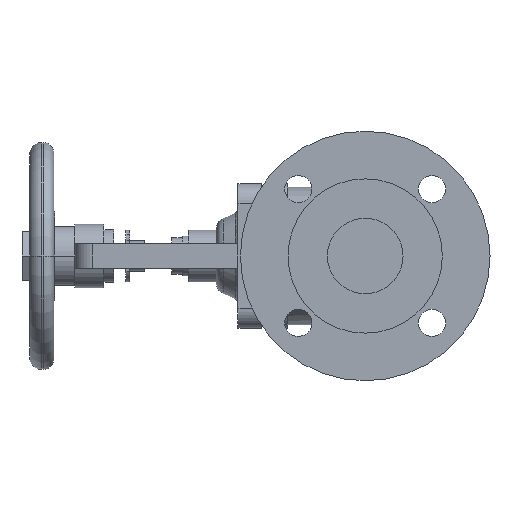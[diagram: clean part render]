
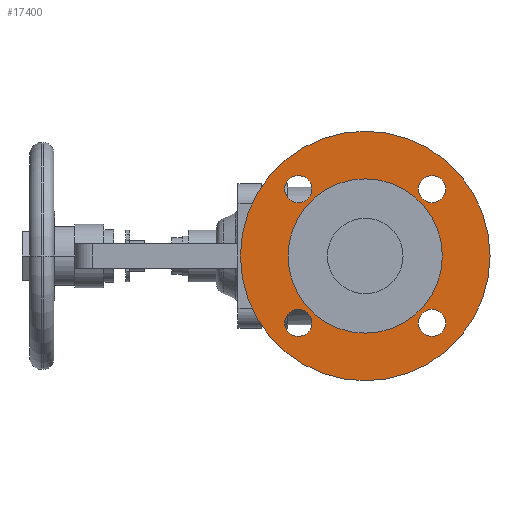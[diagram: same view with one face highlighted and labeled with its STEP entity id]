
A CAD part, left-side view. The second image highlights one B-rep face of the part: STEP entity #17400.
In plain terms, the highlighted planar face has unit normal (-1, 0, 0).
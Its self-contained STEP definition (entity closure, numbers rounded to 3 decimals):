
#8460=CARTESIAN_POINT('',(-112.,0.,-82.5));
#8470=VERTEX_POINT('',#8460);
#8500=CARTESIAN_POINT('',(-112.,0.,0.));
#8510=DIRECTION('',(1.,0.,0.));
#8520=DIRECTION('',(0.,0.,-1.));
#8530=AXIS2_PLACEMENT_3D('',#8500,#8510,#8520);
#8540=CIRCLE('',#8530,82.5);
#8550=CARTESIAN_POINT('',(-112.,0.,82.5));
#8560=VERTEX_POINT('',#8550);
#8570=EDGE_CURVE('',#8560,#8470,#8540,.T.);
#8950=CARTESIAN_POINT('',(-112.,44.194,-53.194));
#8960=VERTEX_POINT('',#8950);
#9120=CARTESIAN_POINT('',(-112.,44.194,-35.194));
#9130=VERTEX_POINT('',#9120);
#9160=CARTESIAN_POINT('',(-112.,44.194,-44.194));
#9170=DIRECTION('',(-1.,0.,0.));
#9180=DIRECTION('',(0.,0.,-1.));
#9190=AXIS2_PLACEMENT_3D('',#9160,#9170,#9180);
#9200=CIRCLE('',#9190,9.);
#9210=EDGE_CURVE('',#8960,#9130,#9200,.T.);
#9440=CARTESIAN_POINT('',(-112.,-44.194,-53.194));
#9450=VERTEX_POINT('',#9440);
#9480=CARTESIAN_POINT('',(-112.,-44.194,-44.194));
#9490=DIRECTION('',(-1.,0.,0.));
#9500=DIRECTION('',(0.,0.,-1.));
#9510=AXIS2_PLACEMENT_3D('',#9480,#9490,#9500);
#9520=CIRCLE('',#9510,9.);
#9530=CARTESIAN_POINT('',(-112.,-44.194,-35.194));
#9540=VERTEX_POINT('',#9530);
#9550=EDGE_CURVE('',#9540,#9450,#9520,.T.);
#9930=CARTESIAN_POINT('',(-112.,-44.194,53.194));
#9940=VERTEX_POINT('',#9930);
#10100=CARTESIAN_POINT('',(-112.,-44.194,35.194));
#10110=VERTEX_POINT('',#10100);
#10140=CARTESIAN_POINT('',(-112.,-44.194,44.194));
#10150=DIRECTION('',(-1.,0.,0.));
#10160=DIRECTION('',(0.,0.,-1.));
#10170=AXIS2_PLACEMENT_3D('',#10140,#10150,#10160);
#10180=CIRCLE('',#10170,9.);
#10190=EDGE_CURVE('',#9940,#10110,#10180,.T.);
#10420=CARTESIAN_POINT('',(-112.,44.194,53.194));
#10430=VERTEX_POINT('',#10420);
#10460=CARTESIAN_POINT('',(-112.,44.194,44.194));
#10470=DIRECTION('',(-1.,0.,0.));
#10480=DIRECTION('',(0.,0.,-1.));
#10490=AXIS2_PLACEMENT_3D('',#10460,#10470,#10480);
#10500=CIRCLE('',#10490,9.);
#10510=CARTESIAN_POINT('',(-112.,44.194,35.194));
#10520=VERTEX_POINT('',#10510);
#10530=EDGE_CURVE('',#10520,#10430,#10500,.T.);
#10910=CARTESIAN_POINT('',(-112.,-51.,0.));
#10920=VERTEX_POINT('',#10910);
#10950=CARTESIAN_POINT('',(-112.,0.,0.));
#10960=DIRECTION('',(-1.,0.,0.));
#10970=DIRECTION('',(0.,1.,0.));
#10980=AXIS2_PLACEMENT_3D('',#10950,#10960,#10970);
#10990=CIRCLE('',#10980,51.);
#11000=CARTESIAN_POINT('',(-112.,51.,0.));
#11010=VERTEX_POINT('',#11000);
#11020=EDGE_CURVE('',#11010,#10920,#10990,.T.);
#17050=CARTESIAN_POINT('',(-112.,66.75,0.));
#17060=DIRECTION('',(1.,0.,0.));
#17070=DIRECTION('',(0.,-1.,0.));
#17080=AXIS2_PLACEMENT_3D('',#17050,#17060,#17070);
#17090=PLANE('',#17080);
#17100=EDGE_CURVE('',#10920,#11010,#10990,.T.);
#17110=ORIENTED_EDGE('',*,*,#17100,.F.);
#17120=ORIENTED_EDGE('',*,*,#11020,.F.);
#17130=EDGE_LOOP('',(#17120,#17110));
#17140=FACE_BOUND('',#17130,.T.);
#17150=EDGE_CURVE('',#8470,#8560,#8540,.T.);
#17160=ORIENTED_EDGE('',*,*,#17150,.F.);
#17170=ORIENTED_EDGE('',*,*,#8570,.F.);
#17180=EDGE_LOOP('',(#17170,#17160));
#17190=FACE_OUTER_BOUND('',#17180,.T.);
#17200=EDGE_CURVE('',#9130,#8960,#9200,.T.);
#17210=ORIENTED_EDGE('',*,*,#17200,.F.);
#17220=ORIENTED_EDGE('',*,*,#9210,.F.);
#17230=EDGE_LOOP('',(#17220,#17210));
#17240=FACE_BOUND('',#17230,.T.);
#17250=EDGE_CURVE('',#9450,#9540,#9520,.T.);
#17260=ORIENTED_EDGE('',*,*,#17250,.F.);
#17270=ORIENTED_EDGE('',*,*,#9550,.F.);
#17280=EDGE_LOOP('',(#17270,#17260));
#17290=FACE_BOUND('',#17280,.T.);
#17300=EDGE_CURVE('',#10110,#9940,#10180,.T.);
#17310=ORIENTED_EDGE('',*,*,#17300,.F.);
#17320=ORIENTED_EDGE('',*,*,#10190,.F.);
#17330=EDGE_LOOP('',(#17320,#17310));
#17340=FACE_BOUND('',#17330,.T.);
#17350=ORIENTED_EDGE('',*,*,#10530,.F.);
#17360=EDGE_CURVE('',#10430,#10520,#10500,.T.);
#17370=ORIENTED_EDGE('',*,*,#17360,.F.);
#17380=EDGE_LOOP('',(#17370,#17350));
#17390=FACE_BOUND('',#17380,.T.);
#17400=ADVANCED_FACE('',(#17140,#17190,#17240,#17290,#17340,#17390),
#17090,.F.);
